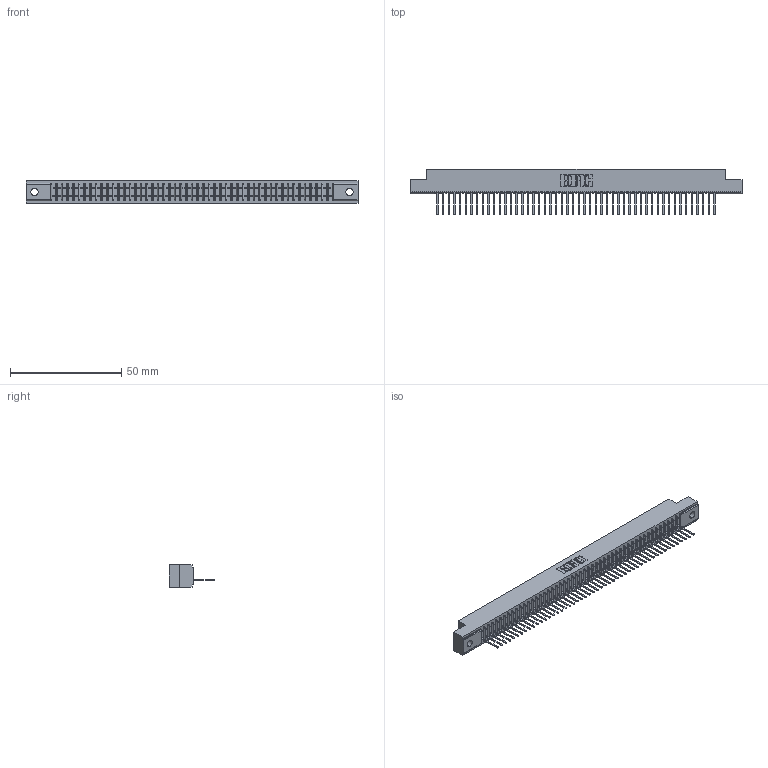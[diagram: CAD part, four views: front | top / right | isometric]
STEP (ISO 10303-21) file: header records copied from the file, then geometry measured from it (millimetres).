
FILE_DESCRIPTION (( 'STEP AP203' ), '1' );
FILE_NAME ('341-050-522-102.STEP', '2018-08-07T12:29:30', ( '' ), ( '' ), 'SwSTEP 2.0', 'SolidWorks 2016', '' );
FILE_SCHEMA (( 'CONFIG_CONTROL_DESIGN' ));
Length unit declared in the file: inch
Products named in the file (3): 341 Part_.128 (3.25) Dia Mounting Holes; 341-292-001_341-292-122; 341-050-522-102
Assembly tree (51 placements, depth 2):
  341-050-522-102
    341 Part_.128 (3.25) Dia Mounting Holes
    341-292-001_341-292-122  x50
Bounding box: 149.22 x 20.62 x 10.16 mm (x, y, z)
Volume: 10697.2 mm3; surface area: 16948.5 mm2
Topology: 51 solids, 51 shells, 4216 faces, 12166 edges, 7806 vertices
Faces by surface type: plane 2618, cylinder 1398, sphere 102, torus 98
Entity records: 57847 total; most frequent: CARTESIAN_POINT 9832, ORIENTED_EDGE 9820, DIRECTION 9484, EDGE_CURVE 4910, VECTOR 3976, LINE 3976, VERTEX_POINT 3102, AXIS2_PLACEMENT_3D 2754
